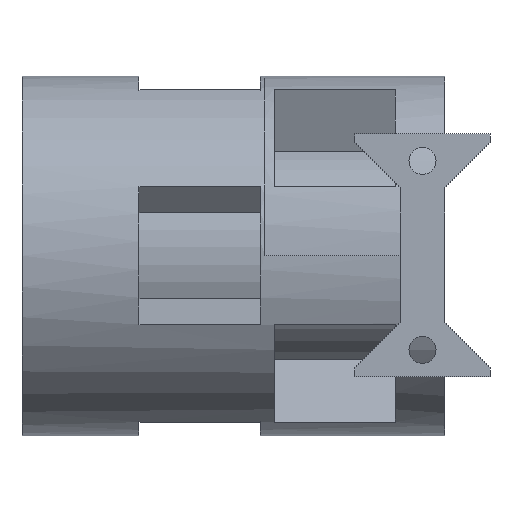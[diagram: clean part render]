
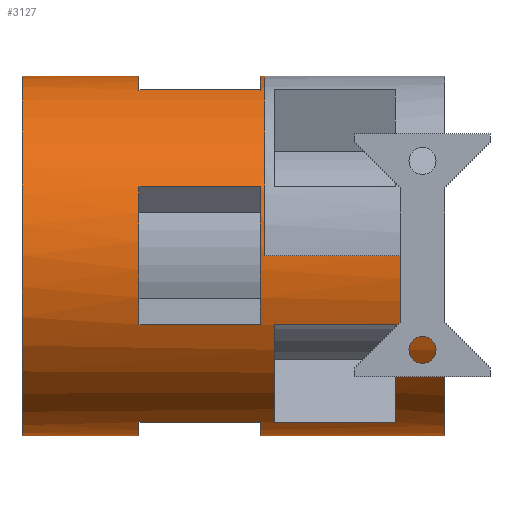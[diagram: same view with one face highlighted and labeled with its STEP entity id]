
A CAD part, top view. The second image highlights one B-rep face of the part: STEP entity #3127.
In plain terms, the highlighted cylindrical face has radius 40 mm (diameter 80 mm), a partial arc.
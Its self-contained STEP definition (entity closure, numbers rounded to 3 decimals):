
#82=DIRECTION('',(-1.,0.,0.));
#83=VECTOR('',#82,1.);
#84=CARTESIAN_POINT('',(52.,40.,0.));
#85=LINE('',#84,#83);
#100=DIRECTION('',(-1.,0.,0.));
#101=VECTOR('',#100,26.);
#102=CARTESIAN_POINT('',(24.,40.,0.));
#103=LINE('',#102,#101);
#104=DIRECTION('',(1.,0.,0.));
#105=VECTOR('',#104,26.);
#106=CARTESIAN_POINT('',(-2.,-40.,0.));
#107=LINE('',#106,#105);
#122=DIRECTION('',(1.,0.,0.));
#123=VECTOR('',#122,1.);
#124=CARTESIAN_POINT('',(51.,-40.,0.));
#125=LINE('',#124,#123);
#126=CARTESIAN_POINT('',(52.,0.,0.));
#127=DIRECTION('',(1.,0.,0.));
#128=DIRECTION('',(0.,-1.,0.));
#129=AXIS2_PLACEMENT_3D('',#126,#127,#128);
#131=DIRECTION('',(1.,0.,0.));
#132=VECTOR('',#131,30.);
#133=CARTESIAN_POINT('',(52.,0.,-40.));
#134=LINE('',#133,#132);
#135=DIRECTION('',(1.,0.,0.));
#136=VECTOR('',#135,10.);
#137=CARTESIAN_POINT('',(82.,-40.,0.));
#138=LINE('',#137,#136);
#232=CARTESIAN_POINT('',(92.,0.,0.));
#233=DIRECTION('',(1.,0.,0.));
#234=DIRECTION('',(0.,-0.375,0.927));
#235=AXIS2_PLACEMENT_3D('',#232,#233,#234);
#453=CARTESIAN_POINT('',(54.,0.,0.));
#454=DIRECTION('',(1.,0.,0.));
#455=DIRECTION('',(0.,-0.924,-0.383));
#456=AXIS2_PLACEMENT_3D('',#453,#454,#455);
#458=DIRECTION('',(1.,0.,0.));
#459=VECTOR('',#458,27.);
#460=CARTESIAN_POINT('',(54.,-15.307,-36.955));
#461=LINE('',#460,#459);
#462=CARTESIAN_POINT('',(81.,0.,0.));
#463=DIRECTION('',(1.,0.,0.));
#464=DIRECTION('',(0.,-0.924,-0.383));
#465=AXIS2_PLACEMENT_3D('',#462,#463,#464);
#467=DIRECTION('',(1.,0.,0.));
#468=VECTOR('',#467,27.);
#469=CARTESIAN_POINT('',(54.,-36.955,-15.307));
#470=LINE('',#469,#468);
#471=CARTESIAN_POINT('',(54.,0.,0.));
#472=DIRECTION('',(1.,0.,0.));
#473=DIRECTION('',(0.,-0.383,0.924));
#474=AXIS2_PLACEMENT_3D('',#471,#472,#473);
#476=DIRECTION('',(1.,0.,0.));
#477=VECTOR('',#476,27.);
#478=CARTESIAN_POINT('',(54.,-36.955,15.307));
#479=LINE('',#478,#477);
#480=CARTESIAN_POINT('',(81.,0.,0.));
#481=DIRECTION('',(1.,0.,0.));
#482=DIRECTION('',(0.,-0.383,0.924));
#483=AXIS2_PLACEMENT_3D('',#480,#481,#482);
#485=DIRECTION('',(1.,0.,0.));
#486=VECTOR('',#485,27.);
#487=CARTESIAN_POINT('',(54.,-15.307,36.955));
#488=LINE('',#487,#486);
#489=CARTESIAN_POINT('',(24.,0.,0.));
#490=DIRECTION('',(1.,0.,0.));
#491=DIRECTION('',(0.,0.383,0.924));
#492=AXIS2_PLACEMENT_3D('',#489,#490,#491);
#494=DIRECTION('',(1.,0.,0.));
#495=VECTOR('',#494,27.);
#496=CARTESIAN_POINT('',(24.,-15.307,36.955));
#497=LINE('',#496,#495);
#498=CARTESIAN_POINT('',(51.,0.,0.));
#499=DIRECTION('',(1.,0.,0.));
#500=DIRECTION('',(0.,0.383,0.924));
#501=AXIS2_PLACEMENT_3D('',#498,#499,#500);
#503=DIRECTION('',(1.,0.,0.));
#504=VECTOR('',#503,27.);
#505=CARTESIAN_POINT('',(24.,15.307,36.955));
#506=LINE('',#505,#504);
#507=CARTESIAN_POINT('',(82.,0.,0.));
#508=DIRECTION('',(1.,0.,0.));
#509=DIRECTION('',(0.,0.,1.));
#510=AXIS2_PLACEMENT_3D('',#507,#508,#509);
#512=DIRECTION('',(1.,0.,0.));
#513=VECTOR('',#512,10.);
#514=CARTESIAN_POINT('',(82.,-15.,37.081));
#515=LINE('',#514,#513);
#516=CARTESIAN_POINT('',(82.,0.,0.));
#517=DIRECTION('',(1.,0.,0.));
#518=DIRECTION('',(0.,-1.,0.));
#519=AXIS2_PLACEMENT_3D('',#516,#517,#518);
#521=CARTESIAN_POINT('',(51.,0.,0.));
#522=DIRECTION('',(1.,0.,0.));
#523=DIRECTION('',(0.,-0.924,0.383));
#524=AXIS2_PLACEMENT_3D('',#521,#522,#523);
#526=DIRECTION('',(1.,0.,0.));
#527=VECTOR('',#526,27.);
#528=CARTESIAN_POINT('',(24.,-36.955,15.307));
#529=LINE('',#528,#527);
#530=CARTESIAN_POINT('',(24.,0.,0.));
#531=DIRECTION('',(1.,0.,0.));
#532=DIRECTION('',(0.,-0.924,0.383));
#533=AXIS2_PLACEMENT_3D('',#530,#531,#532);
#535=CARTESIAN_POINT('',(24.,0.,0.));
#536=DIRECTION('',(1.,0.,0.));
#537=DIRECTION('',(0.,1.,0.));
#538=AXIS2_PLACEMENT_3D('',#535,#536,#537);
#540=DIRECTION('',(1.,0.,0.));
#541=VECTOR('',#540,27.);
#542=CARTESIAN_POINT('',(24.,36.955,15.307));
#543=LINE('',#542,#541);
#544=CARTESIAN_POINT('',(51.,0.,0.));
#545=DIRECTION('',(1.,0.,0.));
#546=DIRECTION('',(0.,1.,0.));
#547=AXIS2_PLACEMENT_3D('',#544,#545,#546);
#549=CARTESIAN_POINT('',(52.,0.,0.));
#550=DIRECTION('',(1.,0.,0.));
#551=DIRECTION('',(0.,1.,0.));
#552=AXIS2_PLACEMENT_3D('',#549,#550,#551);
#554=DIRECTION('',(1.,0.,0.));
#555=VECTOR('',#554,30.);
#556=CARTESIAN_POINT('',(52.,0.,40.));
#557=LINE('',#556,#555);
#785=CARTESIAN_POINT('',(-2.,0.,0.));
#786=DIRECTION('',(1.,0.,0.));
#787=DIRECTION('',(0.,1.,0.));
#788=AXIS2_PLACEMENT_3D('',#785,#786,#787);
#1896=CARTESIAN_POINT('',(-2.,-40.,0.));
#1897=CARTESIAN_POINT('',(-2.,40.,0.));
#1898=VERTEX_POINT('',#1896);
#1899=VERTEX_POINT('',#1897);
#1940=CARTESIAN_POINT('',(24.,-15.307,36.955));
#1941=VERTEX_POINT('',#1940);
#1942=CARTESIAN_POINT('',(24.,15.307,36.955));
#1943=VERTEX_POINT('',#1942);
#1944=CARTESIAN_POINT('',(51.,-15.307,36.955));
#1945=VERTEX_POINT('',#1944);
#1946=CARTESIAN_POINT('',(51.,15.307,36.955));
#1947=VERTEX_POINT('',#1946);
#1956=CARTESIAN_POINT('',(24.,-40.,0.));
#1958=VERTEX_POINT('',#1956);
#1960=CARTESIAN_POINT('',(51.,-40.,0.));
#1962=VERTEX_POINT('',#1960);
#1964=CARTESIAN_POINT('',(24.,-36.955,15.307));
#1965=VERTEX_POINT('',#1964);
#1966=CARTESIAN_POINT('',(51.,-36.955,15.307));
#1967=VERTEX_POINT('',#1966);
#1978=CARTESIAN_POINT('',(24.,36.955,15.307));
#1979=VERTEX_POINT('',#1978);
#1982=CARTESIAN_POINT('',(51.,36.955,15.307));
#1983=VERTEX_POINT('',#1982);
#1984=CARTESIAN_POINT('',(24.,40.,0.));
#1985=VERTEX_POINT('',#1984);
#1986=CARTESIAN_POINT('',(51.,40.,0.));
#1987=VERTEX_POINT('',#1986);
#2034=CARTESIAN_POINT('',(52.,-40.,0.));
#2035=CARTESIAN_POINT('',(52.,0.,-40.));
#2036=VERTEX_POINT('',#2034);
#2037=VERTEX_POINT('',#2035);
#2038=CARTESIAN_POINT('',(52.,40.,0.));
#2039=CARTESIAN_POINT('',(52.,0.,40.));
#2040=VERTEX_POINT('',#2038);
#2041=VERTEX_POINT('',#2039);
#2104=CARTESIAN_POINT('',(54.,-15.307,36.955));
#2105=CARTESIAN_POINT('',(54.,-36.955,15.307));
#2106=VERTEX_POINT('',#2104);
#2107=VERTEX_POINT('',#2105);
#2108=CARTESIAN_POINT('',(81.,-15.307,36.955));
#2109=CARTESIAN_POINT('',(81.,-36.955,15.307));
#2110=VERTEX_POINT('',#2108);
#2111=VERTEX_POINT('',#2109);
#2136=CARTESIAN_POINT('',(54.,-15.307,-36.955));
#2137=VERTEX_POINT('',#2136);
#2138=CARTESIAN_POINT('',(54.,-36.955,-15.307));
#2139=VERTEX_POINT('',#2138);
#2140=CARTESIAN_POINT('',(81.,-15.307,-36.955));
#2141=VERTEX_POINT('',#2140);
#2142=CARTESIAN_POINT('',(81.,-36.955,-15.307));
#2143=VERTEX_POINT('',#2142);
#2228=CARTESIAN_POINT('',(82.,-40.,0.));
#2229=CARTESIAN_POINT('',(82.,0.,-40.));
#2230=VERTEX_POINT('',#2228);
#2231=VERTEX_POINT('',#2229);
#2232=CARTESIAN_POINT('',(92.,-40.,0.));
#2233=VERTEX_POINT('',#2232);
#2234=CARTESIAN_POINT('',(82.,0.,40.));
#2235=CARTESIAN_POINT('',(82.,-15.,37.081));
#2236=VERTEX_POINT('',#2234);
#2237=VERTEX_POINT('',#2235);
#2242=CARTESIAN_POINT('',(92.,-15.,37.081));
#2243=VERTEX_POINT('',#2242);
#3063=CARTESIAN_POINT('',(-2.,0.,0.));
#3064=DIRECTION('',(1.,0.,0.));
#3065=DIRECTION('',(0.,-1.,0.));
#3066=AXIS2_PLACEMENT_3D('',#3063,#3064,#3065);
#3067=CYLINDRICAL_SURFACE('',#3066,40.);
#3068=ORIENTED_EDGE('',*,*,#3043,.T.);
#3069=ORIENTED_EDGE('',*,*,#3058,.T.);
#3070=ORIENTED_EDGE('',*,*,#2770,.T.);
#3071=ORIENTED_EDGE('',*,*,#2539,.F.);
#3072=ORIENTED_EDGE('',*,*,#2537,.T.);
#3073=ORIENTED_EDGE('',*,*,#2535,.F.);
#3074=ORIENTED_EDGE('',*,*,#2533,.F.);
#3075=ORIENTED_EDGE('',*,*,#2531,.F.);
#3077=ORIENTED_EDGE('',*,*,#3076,.F.);
#3079=ORIENTED_EDGE('',*,*,#3078,.F.);
#3081=ORIENTED_EDGE('',*,*,#3080,.T.);
#3082=ORIENTED_EDGE('',*,*,#2523,.F.);
#3084=ORIENTED_EDGE('',*,*,#3083,.F.);
#3085=ORIENTED_EDGE('',*,*,#2519,.F.);
#3087=ORIENTED_EDGE('',*,*,#3086,.T.);
#3089=ORIENTED_EDGE('',*,*,#3088,.T.);
#3091=ORIENTED_EDGE('',*,*,#3090,.F.);
#3092=ORIENTED_EDGE('',*,*,#2511,.F.);
#3093=ORIENTED_EDGE('',*,*,#2509,.T.);
#3094=ORIENTED_EDGE('',*,*,#2507,.T.);
#3095=EDGE_LOOP('',(#3068,#3069,#3070,#3071,#3072,#3073,#3074,#3075,#3077,#3079,
#3081,#3082,#3084,#3085,#3087,#3089,#3091,#3092,#3093,#3094));
#3096=FACE_OUTER_BOUND('',#3095,.F.);
#3098=ORIENTED_EDGE('',*,*,#3097,.T.);
#3100=ORIENTED_EDGE('',*,*,#3099,.T.);
#3102=ORIENTED_EDGE('',*,*,#3101,.F.);
#3104=ORIENTED_EDGE('',*,*,#3103,.F.);
#3105=EDGE_LOOP('',(#3098,#3100,#3102,#3104));
#3106=FACE_BOUND('',#3105,.F.);
#3108=ORIENTED_EDGE('',*,*,#3107,.T.);
#3110=ORIENTED_EDGE('',*,*,#3109,.T.);
#3112=ORIENTED_EDGE('',*,*,#3111,.F.);
#3114=ORIENTED_EDGE('',*,*,#3113,.F.);
#3115=EDGE_LOOP('',(#3108,#3110,#3112,#3114));
#3116=FACE_BOUND('',#3115,.F.);
#3118=ORIENTED_EDGE('',*,*,#3117,.T.);
#3120=ORIENTED_EDGE('',*,*,#3119,.T.);
#3122=ORIENTED_EDGE('',*,*,#3121,.F.);
#3124=ORIENTED_EDGE('',*,*,#3123,.F.);
#3125=EDGE_LOOP('',(#3118,#3120,#3122,#3124));
#3126=FACE_BOUND('',#3125,.F.);
#3127=ADVANCED_FACE('',(#3096,#3106,#3116,#3126),#3067,.T.);
#130=CIRCLE('',#129,40.);
#236=CIRCLE('',#235,40.);
#457=CIRCLE('',#456,40.);
#466=CIRCLE('',#465,40.);
#475=CIRCLE('',#474,40.);
#484=CIRCLE('',#483,40.);
#493=CIRCLE('',#492,40.);
#502=CIRCLE('',#501,40.);
#511=CIRCLE('',#510,40.);
#520=CIRCLE('',#519,40.);
#525=CIRCLE('',#524,40.);
#534=CIRCLE('',#533,40.);
#539=CIRCLE('',#538,40.);
#548=CIRCLE('',#547,40.);
#553=CIRCLE('',#552,40.);
#789=CIRCLE('',#788,40.);
#2507=EDGE_CURVE('',#2041,#2236,#557,.T.);
#2509=EDGE_CURVE('',#2040,#2041,#553,.T.);
#2511=EDGE_CURVE('',#2040,#1987,#85,.T.);
#2519=EDGE_CURVE('',#1985,#1899,#103,.T.);
#2523=EDGE_CURVE('',#1898,#1958,#107,.T.);
#2531=EDGE_CURVE('',#1962,#2036,#125,.T.);
#2533=EDGE_CURVE('',#2036,#2037,#130,.T.);
#2535=EDGE_CURVE('',#2037,#2231,#134,.T.);
#2537=EDGE_CURVE('',#2230,#2231,#520,.T.);
#2539=EDGE_CURVE('',#2230,#2233,#138,.T.);
#2770=EDGE_CURVE('',#2243,#2233,#236,.T.);
#3043=EDGE_CURVE('',#2236,#2237,#511,.T.);
#3058=EDGE_CURVE('',#2237,#2243,#515,.T.);
#3076=EDGE_CURVE('',#1967,#1962,#525,.T.);
#3078=EDGE_CURVE('',#1965,#1967,#529,.T.);
#3080=EDGE_CURVE('',#1965,#1958,#534,.T.);
#3083=EDGE_CURVE('',#1899,#1898,#789,.T.);
#3086=EDGE_CURVE('',#1985,#1979,#539,.T.);
#3088=EDGE_CURVE('',#1979,#1983,#543,.T.);
#3090=EDGE_CURVE('',#1987,#1983,#548,.T.);
#3097=EDGE_CURVE('',#2106,#2107,#475,.T.);
#3099=EDGE_CURVE('',#2107,#2111,#479,.T.);
#3101=EDGE_CURVE('',#2110,#2111,#484,.T.);
#3103=EDGE_CURVE('',#2106,#2110,#488,.T.);
#3107=EDGE_CURVE('',#1943,#1941,#493,.T.);
#3109=EDGE_CURVE('',#1941,#1945,#497,.T.);
#3111=EDGE_CURVE('',#1947,#1945,#502,.T.);
#3113=EDGE_CURVE('',#1943,#1947,#506,.T.);
#3117=EDGE_CURVE('',#2139,#2137,#457,.T.);
#3119=EDGE_CURVE('',#2137,#2141,#461,.T.);
#3121=EDGE_CURVE('',#2143,#2141,#466,.T.);
#3123=EDGE_CURVE('',#2139,#2143,#470,.T.);
